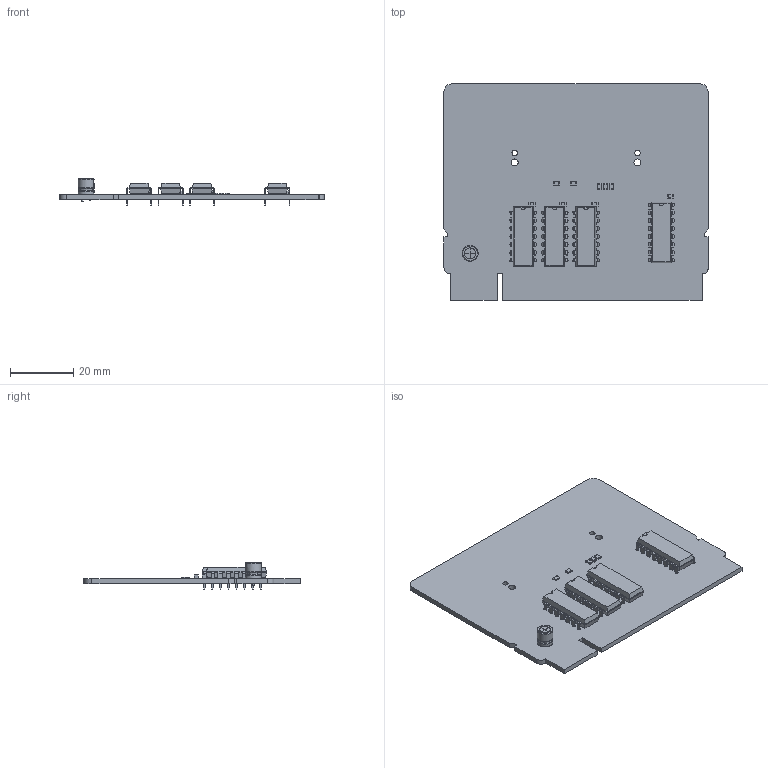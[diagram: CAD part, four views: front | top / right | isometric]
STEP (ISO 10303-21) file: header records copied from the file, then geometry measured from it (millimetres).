
FILE_DESCRIPTION(('KiCad electronic assembly'),'2;1');
FILE_NAME('CF.step','2024-07-24T22:31:16',('Pcbnew'),('Kicad'), 'Open CASCADE STEP processor 7.6','KiCad to STEP converter','Unknown' );
FILE_SCHEMA(('AUTOMOTIVE_DESIGN { 1 0 10303 214 1 1 1 1 }'));
Length unit declared in the file: millimetre
Products named in the file (12): CF 1; R_0805_2012Metric; C_0805_2012Metric; DIP-14_W7.62mm; DIP-16_W7.62mm; CP_Radial_D5.0mm_P2.50mm; CP_Radial_D50mm_P250mm; CF_PCB
Assembly tree (20 placements, depth 3):
  CF 1
    R_0805_2012Metric  x5
      R_0805_2012Metric
    C_0805_2012Metric  x4
      C_0805_2012Metric
    DIP-14_W7.62mm  x3
      DIP-14_W7.62mm
    DIP-16_W7.62mm
      DIP-16_W7.62mm
    CP_Radial_D5.0mm_P2.50mm
      CP_Radial_D50mm_P250mm
    CF_PCB
Bounding box: 83.31 x 68.2 x 8.3 mm (x, y, z)
Volume: 10627 mm3; surface area: 14453.9 mm2
Topology: 15 solids, 16 shells, 1415 faces, 3814 edges, 2441 vertices
Faces by surface type: plane 1005, cylinder 291, bspline 112, revolution 5, torus 2
Full cylindrical faces by diameter (mm): 0.5 x2, 0.8 x60, 1.7 x2, 2.21 x2
Entity records: 28712 total; most frequent: CARTESIAN_POINT 5468, ORIENTED_EDGE 3940, DIRECTION 3637, EDGE_CURVE 1970, LINE 1556, VECTOR 1556, VERTEX_POINT 1261, AXIS2_PLACEMENT_3D 1038
